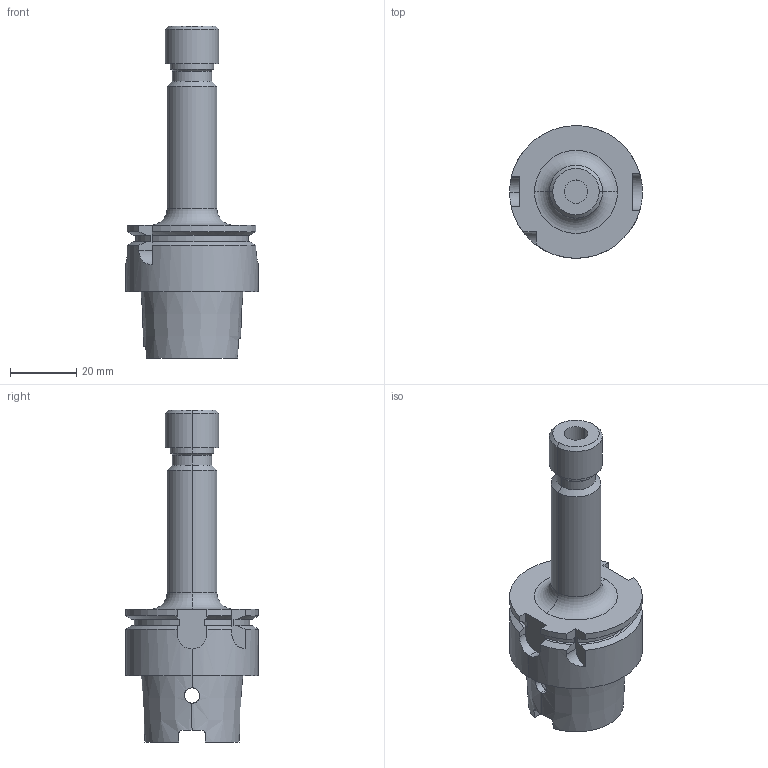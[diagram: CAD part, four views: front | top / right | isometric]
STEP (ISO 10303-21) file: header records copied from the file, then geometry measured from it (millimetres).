
FILE_DESCRIPTION (( 'STEP AP203' ), '1' );
FILE_NAME ('STP-SATE-31374.STEP', '2018-09-21T05:16:51', ( 'user' ), ( '' ), 'SwSTEP 2.0', 'SolidWorks 2015', '' );
FILE_SCHEMA (( 'CONFIG_CONTROL_DESIGN' ));
Length unit declared in the file: millimetre
Products named in the file (1): STP-SATE-31374
Bounding box: 40 x 40 x 100 mm (x, y, z)
Volume: 35119.6 mm3; surface area: 12740.5 mm2
Topology: 1 solids, 1 shells, 95 faces, 247 edges, 155 vertices
Faces by surface type: cylinder 38, plane 33, cone 18, torus 6
Entity records: 3344 total; most frequent: CARTESIAN_POINT 949, ORIENTED_EDGE 494, DIRECTION 483, EDGE_CURVE 247, AXIS2_PLACEMENT_3D 185, VERTEX_POINT 155, LINE 113, VECTOR 113
